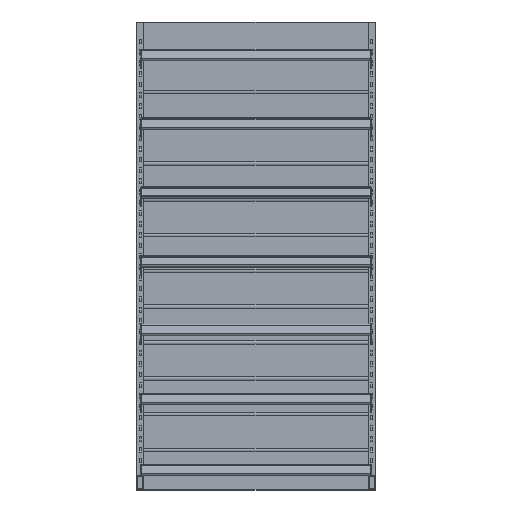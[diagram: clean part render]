
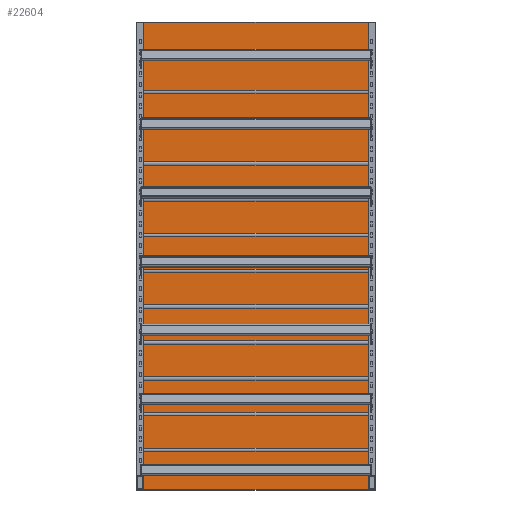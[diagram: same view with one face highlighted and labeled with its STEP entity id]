
A CAD part, top view. The second image highlights one B-rep face of the part: STEP entity #22604.
In plain terms, the highlighted planar face has unit normal (0, 0, 1).
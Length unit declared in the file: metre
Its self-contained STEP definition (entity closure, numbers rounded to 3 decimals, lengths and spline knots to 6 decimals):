
#2329=FACE_OUTER_BOUND($,#3479,.T.);
#3479=EDGE_LOOP($,(#14892,#14893,#14894,#14895));
#5610=LINE($,#32016,#7688);
#5613=LINE($,#32022,#7691);
#5616=LINE($,#32028,#7694);
#5619=LINE($,#32032,#7697);
#7688=VECTOR($,#25852,1.96);
#7691=VECTOR($,#25857,1.);
#7694=VECTOR($,#25862,1.96);
#7697=VECTOR($,#25867,1.);
#9766=VERTEX_POINT($,#32013);
#9767=VERTEX_POINT($,#32015);
#9769=VERTEX_POINT($,#32021);
#9771=VERTEX_POINT($,#32027);
#11916=EDGE_CURVE($,#9767,#9766,#5610,.T.);
#11919=EDGE_CURVE($,#9769,#9767,#5613,.T.);
#11922=EDGE_CURVE($,#9771,#9769,#5616,.T.);
#11925=EDGE_CURVE($,#9766,#9771,#5619,.T.);
#14892=ORIENTED_EDGE($,*,*,#11925,.T.);
#14893=ORIENTED_EDGE($,*,*,#11922,.T.);
#14894=ORIENTED_EDGE($,*,*,#11919,.T.);
#14895=ORIENTED_EDGE($,*,*,#11916,.T.);
#20793=PLANE($,#23810);
#22604=ADVANCED_FACE($,(#2329),#20793,.T.);
#23810=AXIS2_PLACEMENT_3D($,#32034,#25870,#25871);
#25852=DIRECTION($,(0.,1.,0.));
#25857=DIRECTION($,(1.,0.,0.));
#25862=DIRECTION($,(0.,-1.,0.));
#25867=DIRECTION($,(-1.,0.,0.));
#25870=DIRECTION('center_axis',(0.,0.,1.));
#25871=DIRECTION('ref_axis',(1.,0.,0.));
#32013=CARTESIAN_POINT('',(0.5,0.98,0.05));
#32015=CARTESIAN_POINT('',(0.5,-0.98,0.05));
#32016=CARTESIAN_POINT($,(0.5,0.98,0.05));
#32021=CARTESIAN_POINT('',(-0.5,-0.98,0.05));
#32022=CARTESIAN_POINT($,(0.5,-0.98,0.05));
#32027=CARTESIAN_POINT('',(-0.5,0.98,0.05));
#32028=CARTESIAN_POINT($,(-0.5,-0.98,0.05));
#32032=CARTESIAN_POINT($,(-0.5,0.98,0.05));
#32034=CARTESIAN_POINT('Origin',(0.,0.,0.05));
